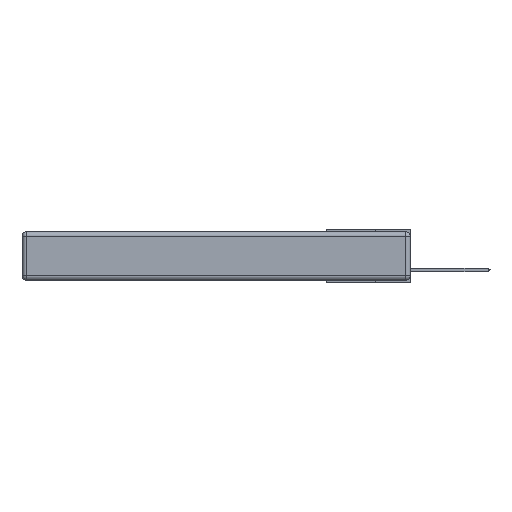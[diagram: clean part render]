
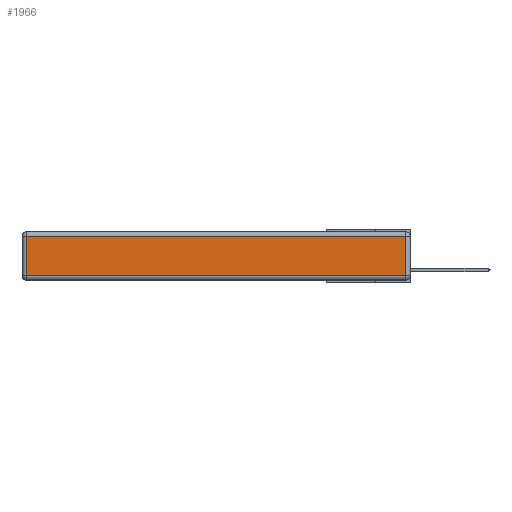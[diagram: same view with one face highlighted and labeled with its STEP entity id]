
A CAD part, left-side view. The second image highlights one B-rep face of the part: STEP entity #1966.
In plain terms, the highlighted planar face has unit normal (-1, 0, 0).
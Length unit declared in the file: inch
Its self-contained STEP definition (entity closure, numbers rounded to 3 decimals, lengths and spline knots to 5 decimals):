
#402 = CARTESIAN_POINT ( 'NONE',  ( 0., 0., -0.313 ) ) ;
#627 = CARTESIAN_POINT ( 'NONE',  ( 0., 0., -0.343 ) ) ;
#1966 = ADVANCED_FACE ( 'NONE', ( #2092 ), #2229, .T. ) ;
#2092 = FACE_OUTER_BOUND ( 'NONE', #6709, .T. ) ;
#2229 = PLANE ( 'NONE',  #12317 ) ;
#2362 = DIRECTION ( 'NONE',  ( 0., 0., 1. ) ) ;
#3961 = CARTESIAN_POINT ( 'NONE',  ( 0., 0.03, -0.313 ) ) ;
#4890 = VERTEX_POINT ( 'NONE', #7549 ) ;
#5213 = DIRECTION ( 'NONE',  ( 0., 0., -1. ) ) ;
#6028 = VECTOR ( 'NONE', #19498, 39.37008 ) ;
#6709 = EDGE_LOOP ( 'NONE', ( #7358, #11493, #17640, #7515 ) ) ;
#6721 = LINE ( 'NONE', #14746, #14893 ) ;
#7116 = DIRECTION ( 'NONE',  ( -1., 0., 0. ) ) ;
#7358 = ORIENTED_EDGE ( 'NONE', *, *, #12982, .T. ) ;
#7373 = CARTESIAN_POINT ( 'NONE',  ( 0., 2.75, -0.03 ) ) ;
#7515 = ORIENTED_EDGE ( 'NONE', *, *, #13862, .T. ) ;
#7549 = CARTESIAN_POINT ( 'NONE',  ( 0., 2.72, -0.313 ) ) ;
#8180 = EDGE_CURVE ( 'NONE', #14082, #13717, #20304, .T. ) ;
#9642 = VECTOR ( 'NONE', #11529, 39.37008 ) ;
#11493 = ORIENTED_EDGE ( 'NONE', *, *, #8180, .T. ) ;
#11529 = DIRECTION ( 'NONE',  ( 0., 0., 1. ) ) ;
#11767 = VERTEX_POINT ( 'NONE', #14409 ) ;
#12317 = AXIS2_PLACEMENT_3D ( 'NONE', #627, #7116, #2362 ) ;
#12649 = EDGE_CURVE ( 'NONE', #13717, #11767, #13683, .T. ) ;
#12982 = EDGE_CURVE ( 'NONE', #4890, #14082, #18896, .T. ) ;
#13163 = CARTESIAN_POINT ( 'NONE',  ( 0., 0.03, -0.343 ) ) ;
#13683 = LINE ( 'NONE', #7373, #19405 ) ;
#13717 = VERTEX_POINT ( 'NONE', #19063 ) ;
#13862 = EDGE_CURVE ( 'NONE', #11767, #4890, #6721, .T. ) ;
#14082 = VERTEX_POINT ( 'NONE', #3961 ) ;
#14409 = CARTESIAN_POINT ( 'NONE',  ( 0., 2.72, -0.03 ) ) ;
#14746 = CARTESIAN_POINT ( 'NONE',  ( 0., 2.72, -0.343 ) ) ;
#14893 = VECTOR ( 'NONE', #5213, 39.37008 ) ;
#17640 = ORIENTED_EDGE ( 'NONE', *, *, #12649, .T. ) ;
#18896 = LINE ( 'NONE', #402, #6028 ) ;
#19063 = CARTESIAN_POINT ( 'NONE',  ( 0., 0.03, -0.03 ) ) ;
#19405 = VECTOR ( 'NONE', #20118, 39.37008 ) ;
#19498 = DIRECTION ( 'NONE',  ( 0., -1., 0. ) ) ;
#20118 = DIRECTION ( 'NONE',  ( 0., 1., 0. ) ) ;
#20304 = LINE ( 'NONE', #13163, #9642 ) ;
